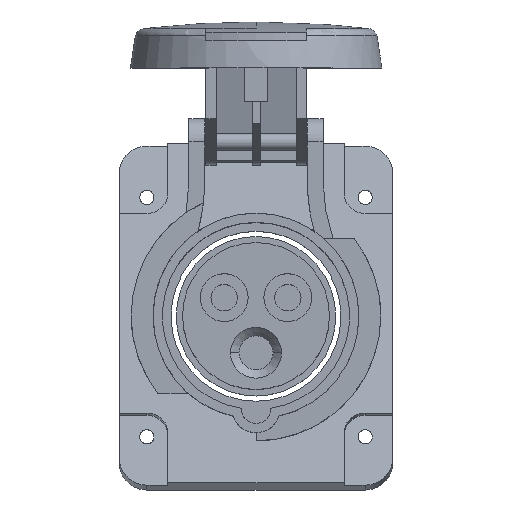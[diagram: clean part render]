
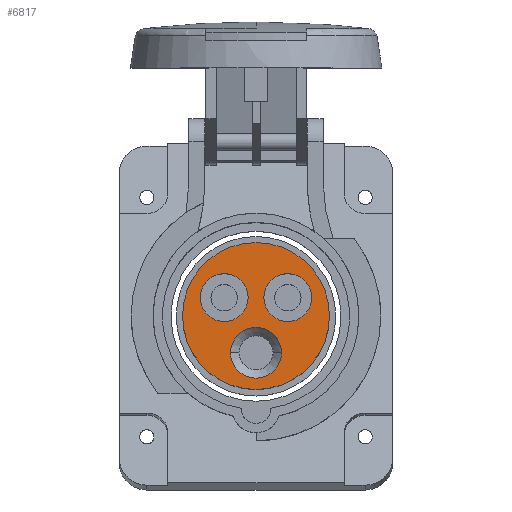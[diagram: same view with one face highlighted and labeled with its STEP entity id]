
A CAD part, top view. The second image highlights one B-rep face of the part: STEP entity #6817.
In plain terms, the highlighted planar face has unit normal (0, 0, 1).
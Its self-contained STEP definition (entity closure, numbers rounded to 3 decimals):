
#6186=CARTESIAN_POINT('',(0.,0.,-1.));
#6187=DIRECTION('',(0.,0.,-1.));
#6188=DIRECTION('',(0.,1.,0.));
#6189=AXIS2_PLACEMENT_3D('',#6186,#6187,#6188);
#6191=CARTESIAN_POINT('',(0.,0.,-1.));
#6192=DIRECTION('',(0.,0.,-1.));
#6193=DIRECTION('',(0.,-1.,0.));
#6194=AXIS2_PLACEMENT_3D('',#6191,#6192,#6193);
#6196=CARTESIAN_POINT('',(-7.58,4.375,-1.));
#6197=DIRECTION('',(0.,0.,1.));
#6198=DIRECTION('',(1.,0.,0.));
#6199=AXIS2_PLACEMENT_3D('',#6196,#6197,#6198);
#6201=CARTESIAN_POINT('',(-7.58,4.375,-1.));
#6202=DIRECTION('',(0.,0.,1.));
#6203=DIRECTION('',(-1.,0.,0.));
#6204=AXIS2_PLACEMENT_3D('',#6201,#6202,#6203);
#6206=CARTESIAN_POINT('',(7.58,4.375,-1.));
#6207=DIRECTION('',(0.,0.,1.));
#6208=DIRECTION('',(1.,0.,0.));
#6209=AXIS2_PLACEMENT_3D('',#6206,#6207,#6208);
#6211=CARTESIAN_POINT('',(7.58,4.375,-1.));
#6212=DIRECTION('',(0.,0.,1.));
#6213=DIRECTION('',(-1.,0.,0.));
#6214=AXIS2_PLACEMENT_3D('',#6211,#6212,#6213);
#6216=CARTESIAN_POINT('',(0.,-8.75,-1.));
#6217=DIRECTION('',(0.,0.,1.));
#6218=DIRECTION('',(-1.,0.,0.));
#6219=AXIS2_PLACEMENT_3D('',#6216,#6217,#6218);
#6221=CARTESIAN_POINT('',(0.,-8.75,-1.));
#6222=DIRECTION('',(0.,0.,1.));
#6223=DIRECTION('',(0.,-1.,0.));
#6224=AXIS2_PLACEMENT_3D('',#6221,#6222,#6223);
#6226=CARTESIAN_POINT('',(0.,-8.75,-1.));
#6227=DIRECTION('',(0.,0.,1.));
#6228=DIRECTION('',(1.,0.,0.));
#6229=AXIS2_PLACEMENT_3D('',#6226,#6227,#6228);
#6231=CARTESIAN_POINT('',(0.,-8.75,-1.));
#6232=DIRECTION('',(0.,0.,1.));
#6233=DIRECTION('',(0.,1.,0.));
#6234=AXIS2_PLACEMENT_3D('',#6231,#6232,#6233);
#6652=CARTESIAN_POINT('',(0.,17.5,-1.));
#6653=CARTESIAN_POINT('',(0.,-17.5,-1.));
#6654=VERTEX_POINT('',#6652);
#6655=VERTEX_POINT('',#6653);
#6656=CARTESIAN_POINT('',(-1.88,4.375,-1.));
#6657=CARTESIAN_POINT('',(-13.28,4.375,-1.));
#6658=VERTEX_POINT('',#6656);
#6659=VERTEX_POINT('',#6657);
#6660=CARTESIAN_POINT('',(13.28,4.375,-1.));
#6661=CARTESIAN_POINT('',(1.88,4.375,-1.));
#6662=VERTEX_POINT('',#6660);
#6663=VERTEX_POINT('',#6661);
#6664=CARTESIAN_POINT('',(-6.05,-8.75,-1.));
#6665=CARTESIAN_POINT('',(0.,-14.8,-1.));
#6666=VERTEX_POINT('',#6664);
#6667=VERTEX_POINT('',#6665);
#6668=CARTESIAN_POINT('',(6.05,-8.75,-1.));
#6669=VERTEX_POINT('',#6668);
#6670=CARTESIAN_POINT('',(0.,-2.7,-1.));
#6671=VERTEX_POINT('',#6670);
#6784=CARTESIAN_POINT('',(0.,0.,-1.));
#6785=DIRECTION('',(0.,0.,1.));
#6786=DIRECTION('',(0.,1.,0.));
#6787=AXIS2_PLACEMENT_3D('',#6784,#6785,#6786);
#6788=PLANE('',#6787);
#6790=ORIENTED_EDGE('',*,*,#6789,.T.);
#6792=ORIENTED_EDGE('',*,*,#6791,.T.);
#6793=EDGE_LOOP('',(#6790,#6792));
#6794=FACE_OUTER_BOUND('',#6793,.F.);
#6796=ORIENTED_EDGE('',*,*,#6795,.T.);
#6798=ORIENTED_EDGE('',*,*,#6797,.T.);
#6799=EDGE_LOOP('',(#6796,#6798));
#6800=FACE_BOUND('',#6799,.F.);
#6802=ORIENTED_EDGE('',*,*,#6801,.T.);
#6804=ORIENTED_EDGE('',*,*,#6803,.T.);
#6805=EDGE_LOOP('',(#6802,#6804));
#6806=FACE_BOUND('',#6805,.F.);
#6808=ORIENTED_EDGE('',*,*,#6807,.T.);
#6810=ORIENTED_EDGE('',*,*,#6809,.T.);
#6812=ORIENTED_EDGE('',*,*,#6811,.T.);
#6814=ORIENTED_EDGE('',*,*,#6813,.T.);
#6815=EDGE_LOOP('',(#6808,#6810,#6812,#6814));
#6816=FACE_BOUND('',#6815,.F.);
#6817=ADVANCED_FACE('',(#6794,#6800,#6806,#6816),#6788,.T.);
#6190=CIRCLE('',#6189,17.5);
#6195=CIRCLE('',#6194,17.5);
#6200=CIRCLE('',#6199,5.7);
#6205=CIRCLE('',#6204,5.7);
#6210=CIRCLE('',#6209,5.7);
#6215=CIRCLE('',#6214,5.7);
#6220=CIRCLE('',#6219,6.05);
#6225=CIRCLE('',#6224,6.05);
#6230=CIRCLE('',#6229,6.05);
#6235=CIRCLE('',#6234,6.05);
#6789=EDGE_CURVE('',#6654,#6655,#6190,.T.);
#6791=EDGE_CURVE('',#6655,#6654,#6195,.T.);
#6795=EDGE_CURVE('',#6658,#6659,#6200,.T.);
#6797=EDGE_CURVE('',#6659,#6658,#6205,.T.);
#6801=EDGE_CURVE('',#6662,#6663,#6210,.T.);
#6803=EDGE_CURVE('',#6663,#6662,#6215,.T.);
#6807=EDGE_CURVE('',#6666,#6667,#6220,.T.);
#6809=EDGE_CURVE('',#6667,#6669,#6225,.T.);
#6811=EDGE_CURVE('',#6669,#6671,#6230,.T.);
#6813=EDGE_CURVE('',#6671,#6666,#6235,.T.);
